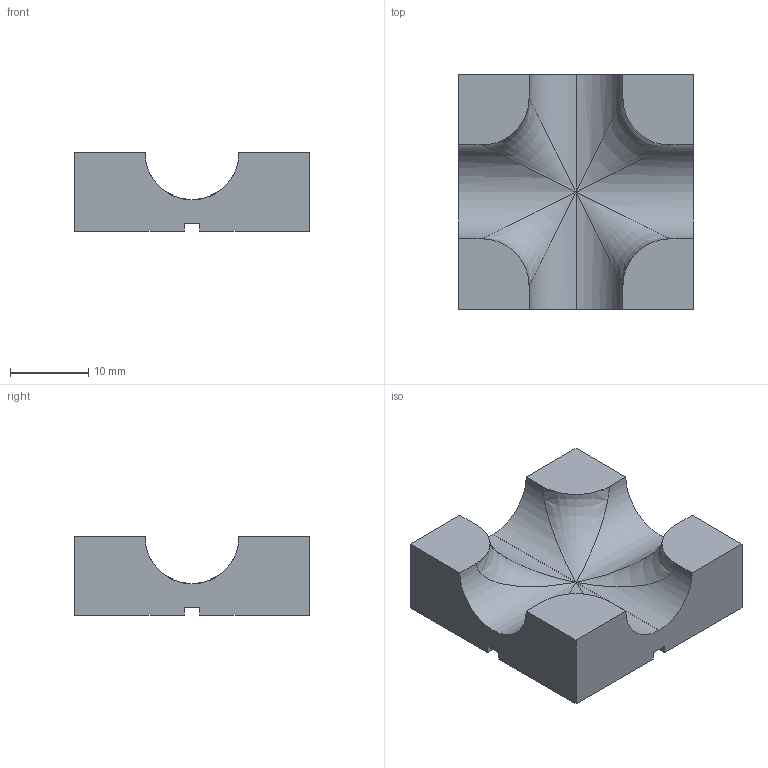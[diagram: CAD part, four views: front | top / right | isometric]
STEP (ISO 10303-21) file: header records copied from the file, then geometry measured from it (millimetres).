
FILE_DESCRIPTION(('HOOPS Exchange Step'),'2;1');
FILE_NAME('temp_export','2024-07-17T15:16:41+08:00',('sharma21'),('Shapr3D Limited'),'HOOPS Exchange 2024.2','Shapr3D','Authorized');
FILE_SCHEMA( ('AUTOMOTIVE_DESIGN { 1 0 10303 214 1 1 1 1 }') );
Length unit declared in the file: millimetre
Products named in the file (1): root
Bounding box: 30 x 30 x 10 mm (x, y, z)
Volume: 5957.1 mm3; surface area: 3097.8 mm2
Topology: 1 solids, 1 shells, 31 faces, 84 edges, 51 vertices
Faces by surface type: plane 21, cylinder 6, bspline 4
Entity records: 2240 total; most frequent: CARTESIAN_POINT 1455, ORIENTED_EDGE 160, DIRECTION 154, EDGE_CURVE 80, VECTOR 62, LINE 62, VERTEX_POINT 51, AXIS2_PLACEMENT_3D 46
